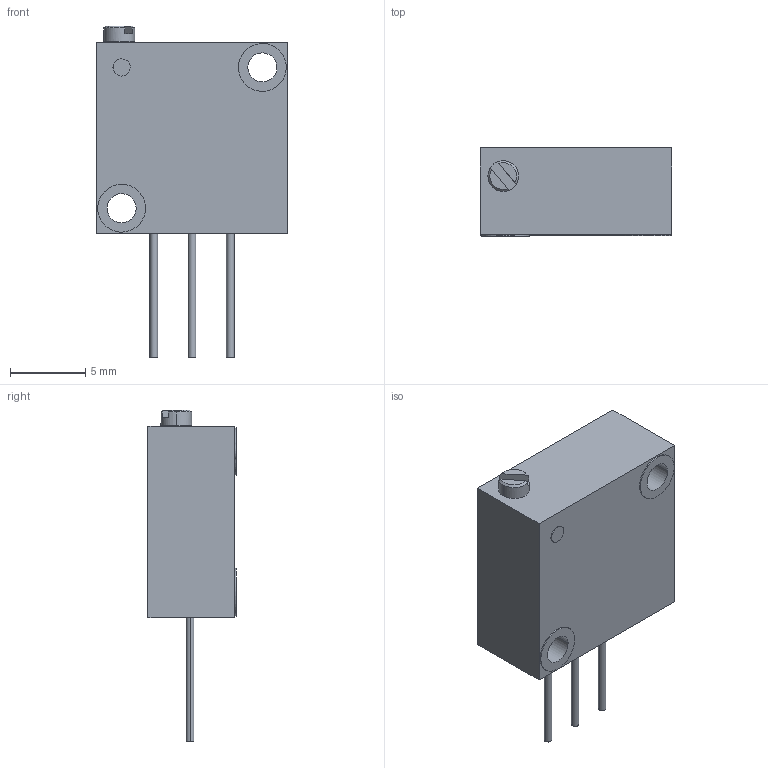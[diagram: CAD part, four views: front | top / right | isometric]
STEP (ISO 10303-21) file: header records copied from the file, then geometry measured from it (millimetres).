
FILE_DESCRIPTION((''),'2;1');
FILE_NAME('3250W','2012-11-20T',('ryans'),('Bourns, Inc.'),'PRO/ENGINEER BY PARAMETRIC TECHNOLOGY CORPORATION, 2012230','PRO/ENGINEER BY PARAMETRIC TECHNOLOGY CORPORATION, 2012230','');
FILE_SCHEMA(('CONFIG_CONTROL_DESIGN'));
Length unit declared in the file: inch
Products named in the file (1): 3250W
Bounding box: 12.7 x 5.84 x 22.02 mm (x, y, z)
Volume: 896.5 mm3; surface area: 845.1 mm2
Topology: 1 solids, 3 shells, 639 faces, 1833 edges, 1238 vertices
Faces by surface type: plane 589, cylinder 48, cone 2
Entity records: 20752 total; most frequent: CARTESIAN_POINT 3759, ORIENTED_EDGE 3666, DIRECTION 3275, EDGE_CURVE 1833, VECTOR 1637, LINE 1637, VERTEX_POINT 1238, AXIS2_PLACEMENT_3D 819
